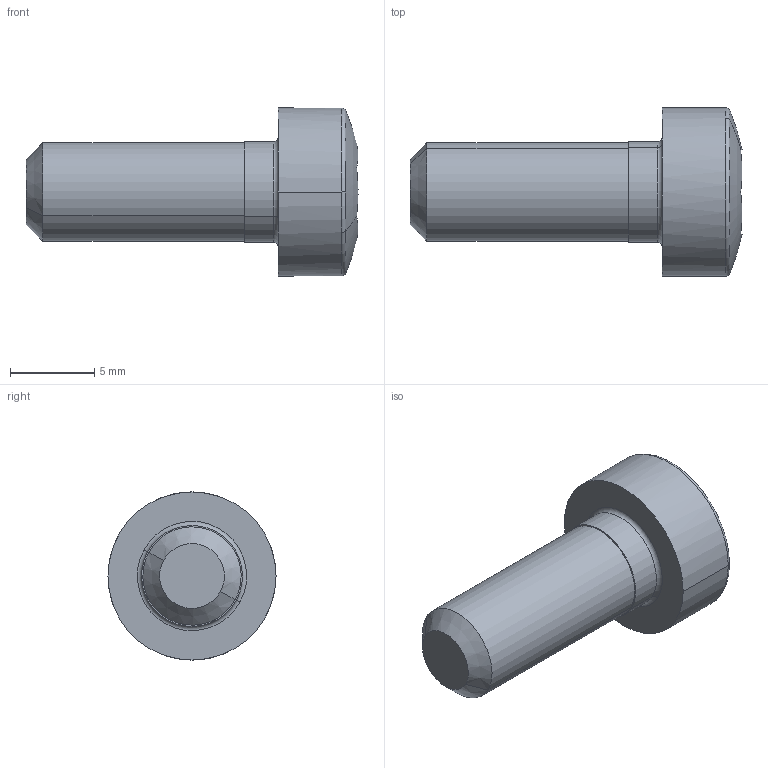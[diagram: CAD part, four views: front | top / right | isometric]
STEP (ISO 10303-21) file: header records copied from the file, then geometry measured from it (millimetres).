
FILE_DESCRIPTION(('CATIA V5 STEP Exchange'),'2;1');
FILE_NAME('RDVI300.M6.stp','2017-03-17T21:37:50+00:00',('none'),('none'),'CATIA Version 5 Release 19 GA (IN-10)','CATIA V5 STEP AP203','none');
FILE_SCHEMA(('CONFIG_CONTROL_DESIGN'));
Length unit declared in the file: millimetre
Products named in the file (1): RDVI300.M6
Bounding box: 19.75 x 10 x 10 mm (x, y, z)
Volume: 674.9 mm3; surface area: 598.5 mm2
Topology: 1 solids, 1 shells, 34 faces, 82 edges, 52 vertices
Faces by surface type: cylinder 12, plane 10, torus 6, cone 4, sphere 2
Entity records: 1026 total; most frequent: CARTESIAN_POINT 263, ORIENTED_EDGE 164, DIRECTION 114, EDGE_CURVE 82, AXIS2_PLACEMENT_3D 69, VERTEX_POINT 52, CIRCLE 44, EDGE_LOOP 36
